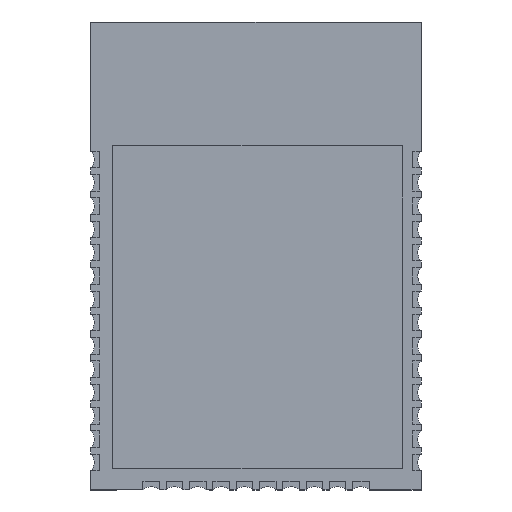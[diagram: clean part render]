
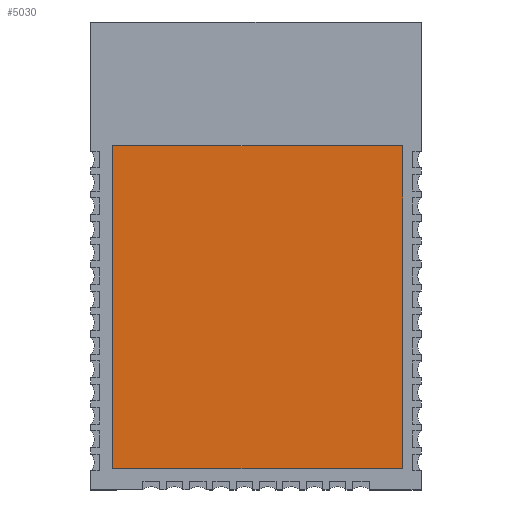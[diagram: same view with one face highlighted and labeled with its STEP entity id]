
A CAD part, top view. The second image highlights one B-rep face of the part: STEP entity #5030.
In plain terms, the highlighted planar face has unit normal (0, 0, 1).
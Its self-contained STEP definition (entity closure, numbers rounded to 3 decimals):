
#490=FACE_OUTER_BOUND('',#730,.T.);
#730=EDGE_LOOP('',(#4576,#4577,#4578,#4579));
#1358=LINE('',#8030,#1990);
#1361=LINE('',#8035,#1993);
#1362=LINE('',#8038,#1994);
#1364=LINE('',#8041,#1996);
#1990=VECTOR('',#6605,10.);
#1993=VECTOR('',#6610,10.);
#1994=VECTOR('',#6613,10.);
#1996=VECTOR('',#6617,10.);
#2466=VERTEX_POINT('',#8027);
#2467=VERTEX_POINT('',#8029);
#2468=VERTEX_POINT('',#8033);
#2469=VERTEX_POINT('',#8037);
#3170=EDGE_CURVE('',#2467,#2466,#1358,.T.);
#3173=EDGE_CURVE('',#2466,#2468,#1361,.T.);
#3174=EDGE_CURVE('',#2469,#2467,#1362,.T.);
#3176=EDGE_CURVE('',#2468,#2469,#1364,.T.);
#4576=ORIENTED_EDGE('',*,*,#3176,.T.);
#4577=ORIENTED_EDGE('',*,*,#3174,.T.);
#4578=ORIENTED_EDGE('',*,*,#3170,.T.);
#4579=ORIENTED_EDGE('',*,*,#3173,.T.);
#4792=PLANE('',#5359);
#5030=ADVANCED_FACE('',(#490),#4792,.T.);
#5359=AXIS2_PLACEMENT_3D('',#8042,#6618,#6619);
#6605=DIRECTION('',(-1.,0.,0.));
#6610=DIRECTION('',(0.,-1.,0.));
#6613=DIRECTION('',(0.,1.,0.));
#6617=DIRECTION('',(1.,0.,0.));
#6618=DIRECTION('center_axis',(0.,0.,1.));
#6619=DIRECTION('ref_axis',(1.,0.,0.));
#8027=CARTESIAN_POINT('',(-7.815,18.748,3.1));
#8029=CARTESIAN_POINT('',(7.985,18.748,3.1));
#8030=CARTESIAN_POINT('',(-7.815,18.748,3.1));
#8033=CARTESIAN_POINT('',(-7.815,1.148,3.1));
#8035=CARTESIAN_POINT('',(-7.815,1.148,3.1));
#8037=CARTESIAN_POINT('',(7.985,1.148,3.1));
#8038=CARTESIAN_POINT('',(7.985,18.748,3.1));
#8041=CARTESIAN_POINT('',(7.985,1.148,3.1));
#8042=CARTESIAN_POINT('Origin',(0.085,9.948,3.1));
